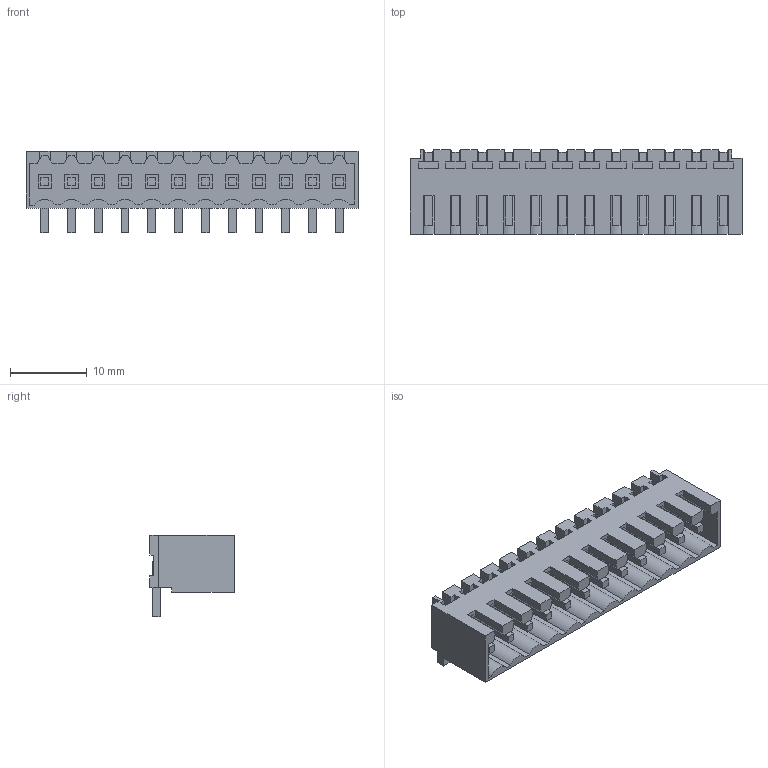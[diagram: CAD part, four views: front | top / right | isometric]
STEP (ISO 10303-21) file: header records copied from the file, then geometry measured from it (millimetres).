
FILE_DESCRIPTION(('CATIA V5 STEP Exchange','CAx-IF Rec.Pracs.--- Model Styling and Organization---1.2---2011-12-15'),'2;1');
FILE_NAME ('D1457189_0_1841730000_1841730000.stp','2018-03-10T11:05:58+00:00',('none'),('Weidmueller'),'CATIA Version 5-6 Release 2014','CATIA V5 STEP AP214','none');
FILE_SCHEMA(('AUTOMOTIVE_DESIGN { 1 0 10303 214 1 1 1 1 }'));
Length unit declared in the file: millimetre
Products named in the file (1): 1841730000
Bounding box: 43.4 x 11.05 x 10.65 mm (x, y, z)
Volume: 1464 mm3; surface area: 4067.4 mm2
Topology: 13 solids, 13 shells, 672 faces, 1977 edges, 1343 vertices
Faces by surface type: plane 660, cylinder 12
Entity records: 20196 total; most frequent: ORIENTED_EDGE 3954, CARTESIAN_POINT 3623, DIRECTION 2581, EDGE_CURVE 1977, VECTOR 1953, LINE 1953, VERTEX_POINT 1343, EDGE_LOOP 708
